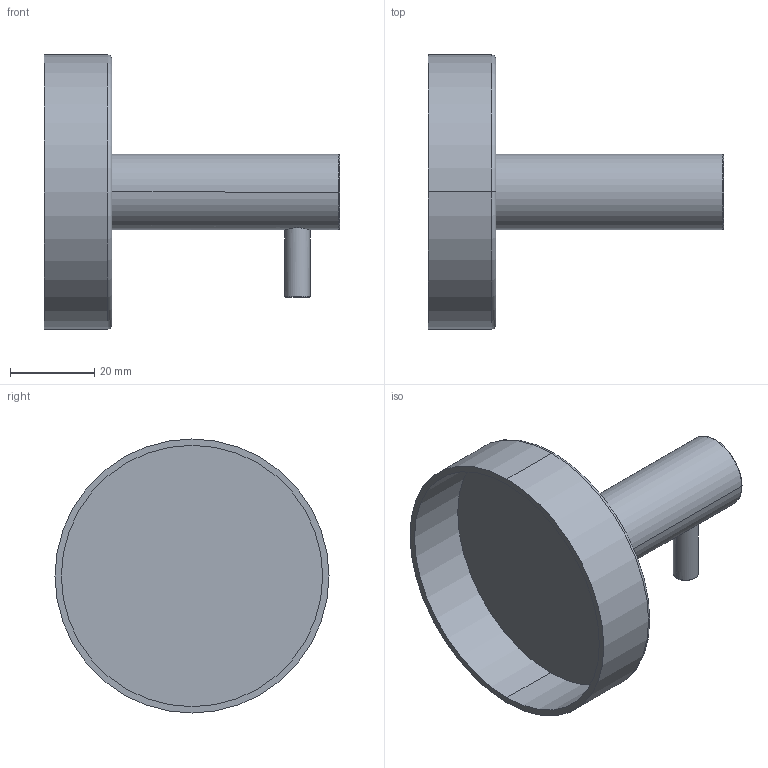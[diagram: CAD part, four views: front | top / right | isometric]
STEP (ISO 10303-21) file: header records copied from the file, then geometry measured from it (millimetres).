
FILE_DESCRIPTION (( 'STEP AP203' ), '1' );
FILE_NAME ('21584 - Marbea.STEP', '2013-03-22T17:23:51', ( '' ), ( '' ), 'SwSTEP 2.0', 'SolidWorks 2012', '' );
FILE_SCHEMA (( 'CONFIG_CONTROL_DESIGN' ));
Length unit declared in the file: millimetre
Products named in the file (3): Marbea 001; 21584 - Marbea; Marbea 002
Assembly tree (2 placements, depth 2):
  21584 - Marbea
    Marbea 001
    Marbea 002
Bounding box: 70 x 65 x 65 mm (x, y, z)
Volume: 23355.1 mm3; surface area: 16692.5 mm2
Topology: 2 solids, 2 shells, 22 faces, 40 edges, 24 vertices
Faces by surface type: cylinder 8, torus 8, plane 6
Entity records: 913 total; most frequent: CARTESIAN_POINT 153, DIRECTION 122, ORIENTED_EDGE 80, AXIS2_PLACEMENT_3D 57, EDGE_CURVE 40, CIRCLE 30, PERSON_AND_ORGANIZATION 26, VERTEX_POINT 24
